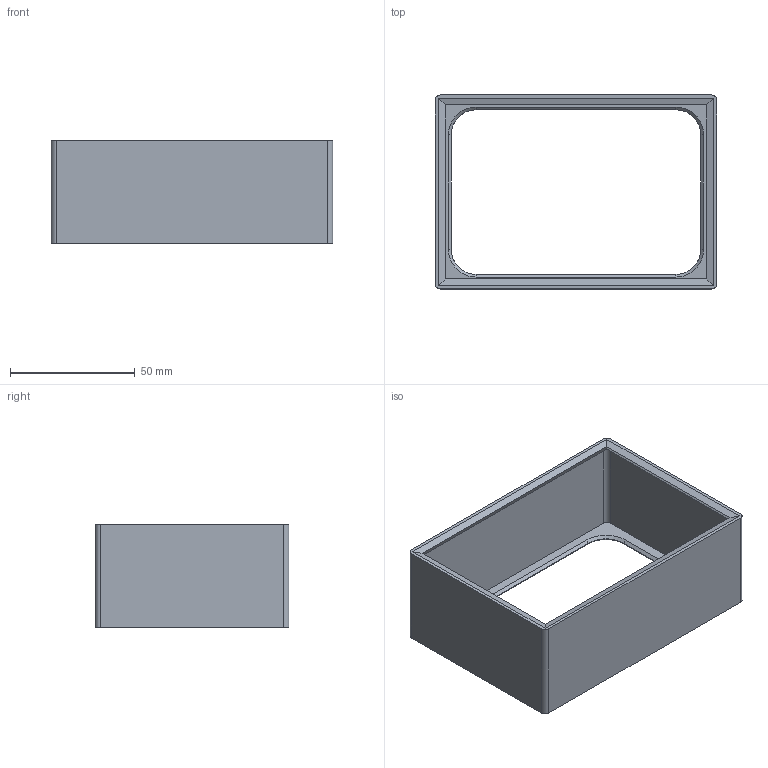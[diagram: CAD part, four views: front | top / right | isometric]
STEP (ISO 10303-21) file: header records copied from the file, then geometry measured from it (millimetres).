
FILE_DESCRIPTION(('FreeCAD Model'),'2;1');
FILE_NAME('Open CASCADE Shape Model','2023-05-21T12:42:17',(''),(''), 'Open CASCADE STEP processor 7.6','FreeCAD','Unknown');
FILE_SCHEMA(('AUTOMOTIVE_DESIGN { 1 0 10303 214 1 1 1 1 }'));
Length unit declared in the file: millimetre
Products named in the file (1): cover
Bounding box: 112.6 x 77.6 x 41.3 mm (x, y, z)
Volume: 24514.9 mm3; surface area: 35950.4 mm2
Topology: 1 solids, 1 shells, 43 faces, 108 edges, 68 vertices
Faces by surface type: plane 27, cone 8, cylinder 8
Entity records: 2758 total; most frequent: CARTESIAN_POINT 596, DIRECTION 396, LINE 232, VECTOR 232, ORIENTED_EDGE 216, PCURVE 216, DEFINITIONAL_REPRESENTATION 216, EDGE_CURVE 108
